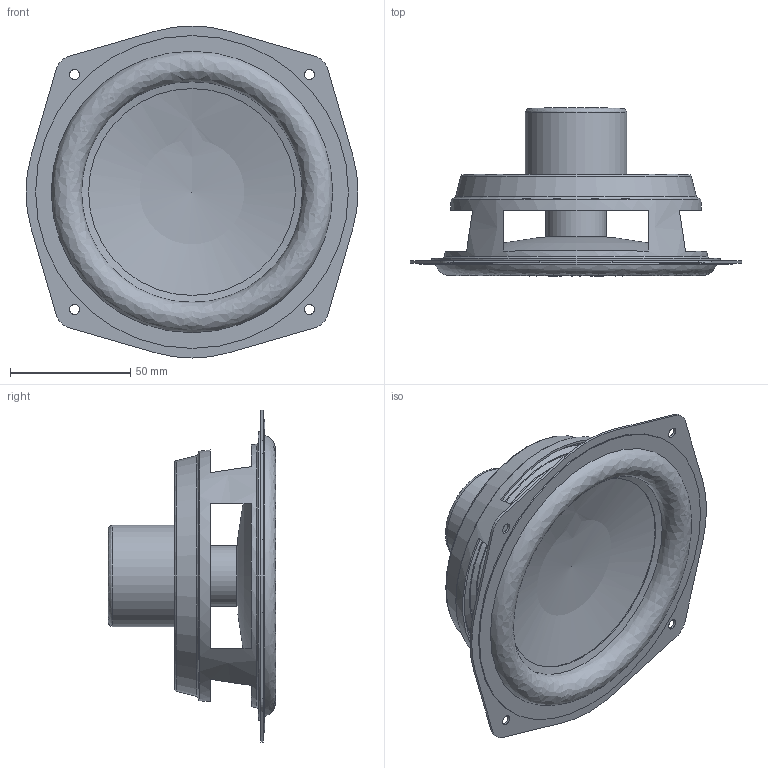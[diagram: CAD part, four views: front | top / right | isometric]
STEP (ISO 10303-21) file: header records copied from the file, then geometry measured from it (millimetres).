
FILE_DESCRIPTION(('FreeCAD Model'),'2;1');
FILE_NAME('Dayton_ND140.step','2021-03-23T17:21:44',('Author'),(''), 'Open CASCADE STEP processor 7.3','FreeCAD','Unknown');
FILE_SCHEMA(('AUTOMOTIVE_DESIGN { 1 0 10303 214 1 1 1 1 }'));
Length unit declared in the file: millimetre
Products named in the file (1): Dayton_ND140
Bounding box: 138 x 69.73 x 138 mm (x, y, z)
Volume: 76749 mm3; surface area: 117190.1 mm2
Topology: 7 solids, 7 shells, 123 faces, 268 edges, 163 vertices
Faces by surface type: plane 44, cone 42, cylinder 27, revolution 8, sphere 2
Full cylindrical faces by diameter (mm): 4.2 x4, 10 x1, 23 x1, 24 x1, 25 x3, 26 x1, 27 x2, 42.2 x1, 88.358 x1, 97 x1, 117 x1, 120 x1, 130 x1
Entity records: 7886 total; most frequent: CARTESIAN_POINT 1301, DIRECTION 1169, ORIENTED_EDGE 532, PCURVE 532, DEFINITIONAL_REPRESENTATION 532, LINE 529, VECTOR 529, AXIS2_PLACEMENT_3D 279
